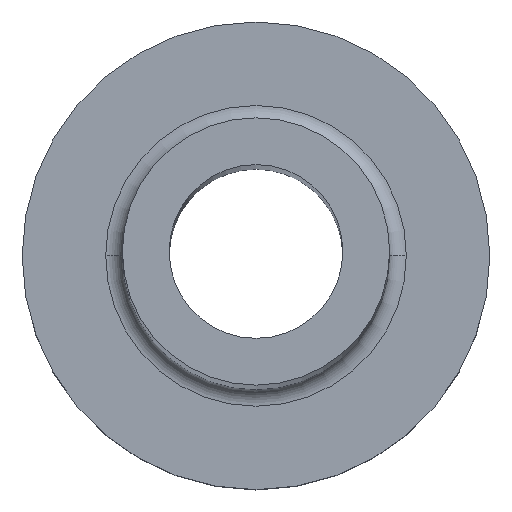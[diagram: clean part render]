
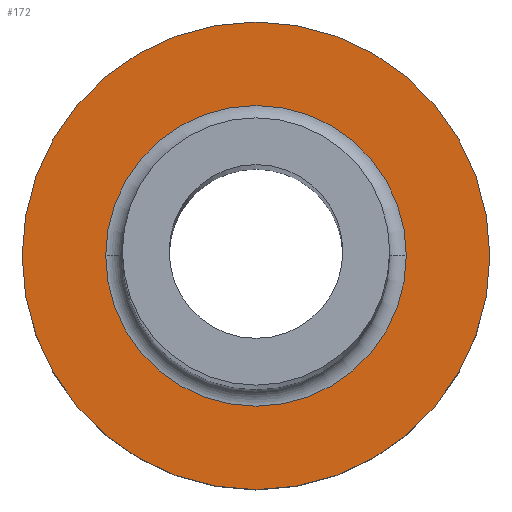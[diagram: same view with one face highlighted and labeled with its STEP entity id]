
A CAD part, top view. The second image highlights one B-rep face of the part: STEP entity #172.
In plain terms, the highlighted planar face has unit normal (0, 0, 1).
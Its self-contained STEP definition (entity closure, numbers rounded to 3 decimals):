
#3 = EDGE_LOOP ( 'NONE', ( #9, #151 ) ) ;
#9 = ORIENTED_EDGE ( 'NONE', *, *, #236, .T. ) ;
#13 = CARTESIAN_POINT ( 'NONE',  ( -7., 0., 5. ) ) ;
#20 = DIRECTION ( 'NONE',  ( 1., 0., 0. ) ) ;
#25 = ORIENTED_EDGE ( 'NONE', *, *, #185, .T. ) ;
#29 = CIRCLE ( 'NONE', #219, 4.5 ) ;
#50 = DIRECTION ( 'NONE',  ( 0., 0., 1. ) ) ;
#61 = VERTEX_POINT ( 'NONE', #157 ) ;
#66 = CARTESIAN_POINT ( 'NONE',  ( 0., 0., 5. ) ) ;
#75 = ORIENTED_EDGE ( 'NONE', *, *, #285, .T. ) ;
#77 = AXIS2_PLACEMENT_3D ( 'NONE', #183, #310, #107 ) ;
#81 = AXIS2_PLACEMENT_3D ( 'NONE', #318, #50, #20 ) ;
#82 = FACE_BOUND ( 'NONE', #3, .T. ) ;
#90 = CIRCLE ( 'NONE', #322, 7. ) ;
#94 = VERTEX_POINT ( 'NONE', #13 ) ;
#107 = DIRECTION ( 'NONE',  ( 1., 0., 0. ) ) ;
#118 = VERTEX_POINT ( 'NONE', #276 ) ;
#132 = CARTESIAN_POINT ( 'NONE',  ( 0., 0., 5. ) ) ;
#137 = CARTESIAN_POINT ( 'NONE',  ( 0., 0., 5. ) ) ;
#139 = DIRECTION ( 'NONE',  ( 1., 0., 0. ) ) ;
#151 = ORIENTED_EDGE ( 'NONE', *, *, #275, .T. ) ;
#157 = CARTESIAN_POINT ( 'NONE',  ( 7., 0., 5. ) ) ;
#158 = EDGE_LOOP ( 'NONE', ( #75, #25 ) ) ;
#160 = CIRCLE ( 'NONE', #77, 4.5 ) ;
#164 = AXIS2_PLACEMENT_3D ( 'NONE', #132, #286, #370 ) ;
#166 = FACE_OUTER_BOUND ( 'NONE', #158, .T. ) ;
#172 = ADVANCED_FACE ( 'NONE', ( #82, #166 ), #281, .T. ) ;
#183 = CARTESIAN_POINT ( 'NONE',  ( 0., 0., 5. ) ) ;
#185 = EDGE_CURVE ( 'NONE', #61, #94, #343, .T. ) ;
#219 = AXIS2_PLACEMENT_3D ( 'NONE', #66, #225, #139 ) ;
#223 = DIRECTION ( 'NONE',  ( 0., 0., 1. ) ) ;
#225 = DIRECTION ( 'NONE',  ( 0., 0., -1. ) ) ;
#236 = EDGE_CURVE ( 'NONE', #118, #356, #160, .T. ) ;
#241 = CARTESIAN_POINT ( 'NONE',  ( -4.5, 0., 5. ) ) ;
#275 = EDGE_CURVE ( 'NONE', #356, #118, #29, .T. ) ;
#276 = CARTESIAN_POINT ( 'NONE',  ( 4.5, 0., 5. ) ) ;
#281 = PLANE ( 'NONE',  #81 ) ;
#285 = EDGE_CURVE ( 'NONE', #94, #61, #90, .T. ) ;
#286 = DIRECTION ( 'NONE',  ( 0., 0., 1. ) ) ;
#310 = DIRECTION ( 'NONE',  ( 0., 0., -1. ) ) ;
#318 = CARTESIAN_POINT ( 'NONE',  ( 0., 0., 5. ) ) ;
#322 = AXIS2_PLACEMENT_3D ( 'NONE', #137, #223, #378 ) ;
#343 = CIRCLE ( 'NONE', #164, 7. ) ;
#356 = VERTEX_POINT ( 'NONE', #241 ) ;
#370 = DIRECTION ( 'NONE',  ( 1., 0., 0. ) ) ;
#378 = DIRECTION ( 'NONE',  ( 1., 0., 0. ) ) ;
